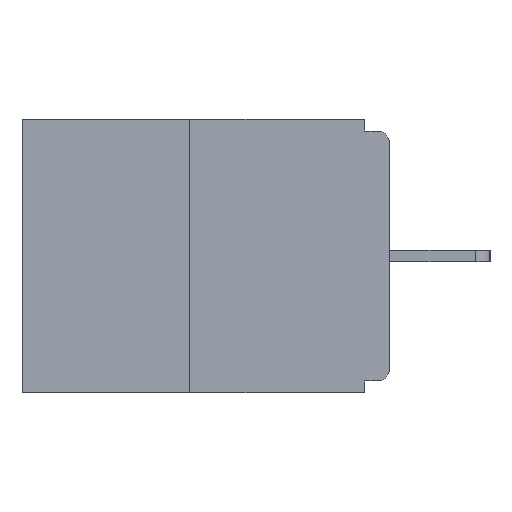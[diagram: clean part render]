
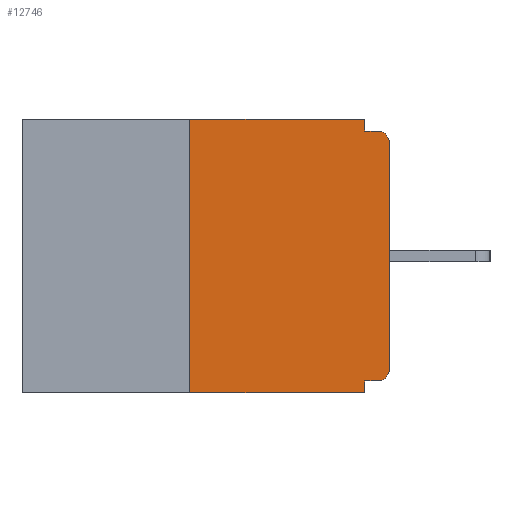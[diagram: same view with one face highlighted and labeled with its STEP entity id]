
A CAD part, left-side view. The second image highlights one B-rep face of the part: STEP entity #12746.
In plain terms, the highlighted planar face has unit normal (-1, 0, 0).
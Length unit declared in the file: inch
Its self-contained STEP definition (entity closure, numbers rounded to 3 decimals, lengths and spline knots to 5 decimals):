
#32 = LINE ( 'NONE', #6659, #7574 ) ;
#170 = ORIENTED_EDGE ( 'NONE', *, *, #5131, .F. ) ;
#931 = DIRECTION ( 'NONE',  ( 0., 0., 1. ) ) ;
#1318 = EDGE_LOOP ( 'NONE', ( #170, #5898, #12089, #6066, #13541, #6510, #13750, #15401, #9888, #5754 ) ) ;
#2320 = CARTESIAN_POINT ( 'NONE',  ( 0., 0.031, -0.343 ) ) ;
#2771 = EDGE_CURVE ( 'NONE', #7246, #4291, #32, .T. ) ;
#2861 = VECTOR ( 'NONE', #16916, 39.37008 ) ;
#3141 = DIRECTION ( 'NONE',  ( 0., -1., 0. ) ) ;
#3654 = CARTESIAN_POINT ( 'NONE',  ( 0., 0.031, -0.343 ) ) ;
#3791 = VERTEX_POINT ( 'NONE', #2320 ) ;
#4127 = CARTESIAN_POINT ( 'NONE',  ( 0., 0.015, -0.015 ) ) ;
#4291 = VERTEX_POINT ( 'NONE', #14594 ) ;
#4375 = VERTEX_POINT ( 'NONE', #8692 ) ;
#4465 = CARTESIAN_POINT ( 'NONE',  ( 0., 0.015, -0.03 ) ) ;
#4747 = VERTEX_POINT ( 'NONE', #8610 ) ;
#4864 = EDGE_CURVE ( 'NONE', #4291, #7387, #9029, .T. ) ;
#5131 = EDGE_CURVE ( 'NONE', #4747, #7246, #11877, .T. ) ;
#5141 = EDGE_CURVE ( 'NONE', #11939, #8367, #15387, .T. ) ;
#5423 = DIRECTION ( 'NONE',  ( 0., 0., -1. ) ) ;
#5453 = CARTESIAN_POINT ( 'NONE',  ( 0., 0.25, 0. ) ) ;
#5533 = CARTESIAN_POINT ( 'NONE',  ( 0., 0.46, 0. ) ) ;
#5754 = ORIENTED_EDGE ( 'NONE', *, *, #2771, .F. ) ;
#5898 = ORIENTED_EDGE ( 'NONE', *, *, #19220, .F. ) ;
#5925 = EDGE_CURVE ( 'NONE', #4375, #3791, #10656, .T. ) ;
#6066 = ORIENTED_EDGE ( 'NONE', *, *, #5925, .F. ) ;
#6200 = VECTOR ( 'NONE', #13106, 39.37008 ) ;
#6298 = DIRECTION ( 'NONE',  ( 1., 0., 0. ) ) ;
#6510 = ORIENTED_EDGE ( 'NONE', *, *, #14752, .T. ) ;
#6570 = LINE ( 'NONE', #14933, #12260 ) ;
#6659 = CARTESIAN_POINT ( 'NONE',  ( 0., 0.031, 0. ) ) ;
#6668 = LINE ( 'NONE', #5453, #6200 ) ;
#6907 = DIRECTION ( 'NONE',  ( 0., 0., -1. ) ) ;
#7246 = VERTEX_POINT ( 'NONE', #17534 ) ;
#7387 = VERTEX_POINT ( 'NONE', #4127 ) ;
#7556 = EDGE_CURVE ( 'NONE', #8367, #7387, #10589, .T. ) ;
#7574 = VECTOR ( 'NONE', #11224, 39.37008 ) ;
#7599 = EDGE_CURVE ( 'NONE', #18599, #3791, #6570, .T. ) ;
#7782 = CARTESIAN_POINT ( 'NONE',  ( 0., 0.46, 0. ) ) ;
#7886 = DIRECTION ( 'NONE',  ( 0., 1., 0. ) ) ;
#8367 = VERTEX_POINT ( 'NONE', #10951 ) ;
#8610 = CARTESIAN_POINT ( 'NONE',  ( 0., 0.25, 0. ) ) ;
#8618 = CARTESIAN_POINT ( 'NONE',  ( 0., 0., -0.313 ) ) ;
#8692 = CARTESIAN_POINT ( 'NONE',  ( 0., 0.031, -0.328 ) ) ;
#8879 = VECTOR ( 'NONE', #7886, 39.37008 ) ;
#9029 = LINE ( 'NONE', #9329, #2861 ) ;
#9080 = DIRECTION ( 'NONE',  ( 0., 0., -1. ) ) ;
#9329 = CARTESIAN_POINT ( 'NONE',  ( 0., 0., -0.015 ) ) ;
#9749 = EDGE_CURVE ( 'NONE', #15090, #4375, #12396, .T. ) ;
#9888 = ORIENTED_EDGE ( 'NONE', *, *, #4864, .F. ) ;
#10589 = CIRCLE ( 'NONE', #18733, 0.015 ) ;
#10656 = LINE ( 'NONE', #3654, #17450 ) ;
#10951 = CARTESIAN_POINT ( 'NONE',  ( 0., 0., -0.03 ) ) ;
#11140 = PLANE ( 'NONE',  #12285 ) ;
#11224 = DIRECTION ( 'NONE',  ( 0., 0., -1. ) ) ;
#11341 = CARTESIAN_POINT ( 'NONE',  ( 0., 0.015, -0.313 ) ) ;
#11442 = CARTESIAN_POINT ( 'NONE',  ( 0., 0.25, -0.343 ) ) ;
#11627 = DIRECTION ( 'NONE',  ( 0., -1., 0. ) ) ;
#11877 = LINE ( 'NONE', #5533, #13962 ) ;
#11904 = FACE_OUTER_BOUND ( 'NONE', #1318, .T. ) ;
#11939 = VERTEX_POINT ( 'NONE', #8618 ) ;
#12089 = ORIENTED_EDGE ( 'NONE', *, *, #7599, .T. ) ;
#12260 = VECTOR ( 'NONE', #3141, 39.37008 ) ;
#12285 = AXIS2_PLACEMENT_3D ( 'NONE', #7782, #6298, #9080 ) ;
#12313 = AXIS2_PLACEMENT_3D ( 'NONE', #11341, #18890, #6907 ) ;
#12396 = LINE ( 'NONE', #18301, #8879 ) ;
#12746 = ADVANCED_FACE ( 'NONE', ( #11904 ), #11140, .F. ) ;
#13106 = DIRECTION ( 'NONE',  ( 0., 0., 1. ) ) ;
#13541 = ORIENTED_EDGE ( 'NONE', *, *, #9749, .F. ) ;
#13750 = ORIENTED_EDGE ( 'NONE', *, *, #5141, .T. ) ;
#13944 = CIRCLE ( 'NONE', #12313, 0.015 ) ;
#13962 = VECTOR ( 'NONE', #11627, 39.37008 ) ;
#14594 = CARTESIAN_POINT ( 'NONE',  ( 0., 0.031, -0.015 ) ) ;
#14752 = EDGE_CURVE ( 'NONE', #15090, #11939, #13944, .T. ) ;
#14933 = CARTESIAN_POINT ( 'NONE',  ( 0., 0.46, -0.343 ) ) ;
#15090 = VERTEX_POINT ( 'NONE', #15266 ) ;
#15266 = CARTESIAN_POINT ( 'NONE',  ( 0., 0.015, -0.328 ) ) ;
#15387 = LINE ( 'NONE', #16057, #18846 ) ;
#15401 = ORIENTED_EDGE ( 'NONE', *, *, #7556, .T. ) ;
#16057 = CARTESIAN_POINT ( 'NONE',  ( 0., 0., 0. ) ) ;
#16689 = DIRECTION ( 'NONE',  ( 0., 0., -1. ) ) ;
#16916 = DIRECTION ( 'NONE',  ( 0., -1., 0. ) ) ;
#17450 = VECTOR ( 'NONE', #5423, 39.37008 ) ;
#17534 = CARTESIAN_POINT ( 'NONE',  ( 0., 0.031, 0. ) ) ;
#18118 = DIRECTION ( 'NONE',  ( -1., 0., 0. ) ) ;
#18301 = CARTESIAN_POINT ( 'NONE',  ( 0., 0., -0.328 ) ) ;
#18599 = VERTEX_POINT ( 'NONE', #11442 ) ;
#18733 = AXIS2_PLACEMENT_3D ( 'NONE', #4465, #18118, #16689 ) ;
#18846 = VECTOR ( 'NONE', #931, 39.37008 ) ;
#18890 = DIRECTION ( 'NONE',  ( -1., 0., 0. ) ) ;
#19220 = EDGE_CURVE ( 'NONE', #18599, #4747, #6668, .T. ) ;
